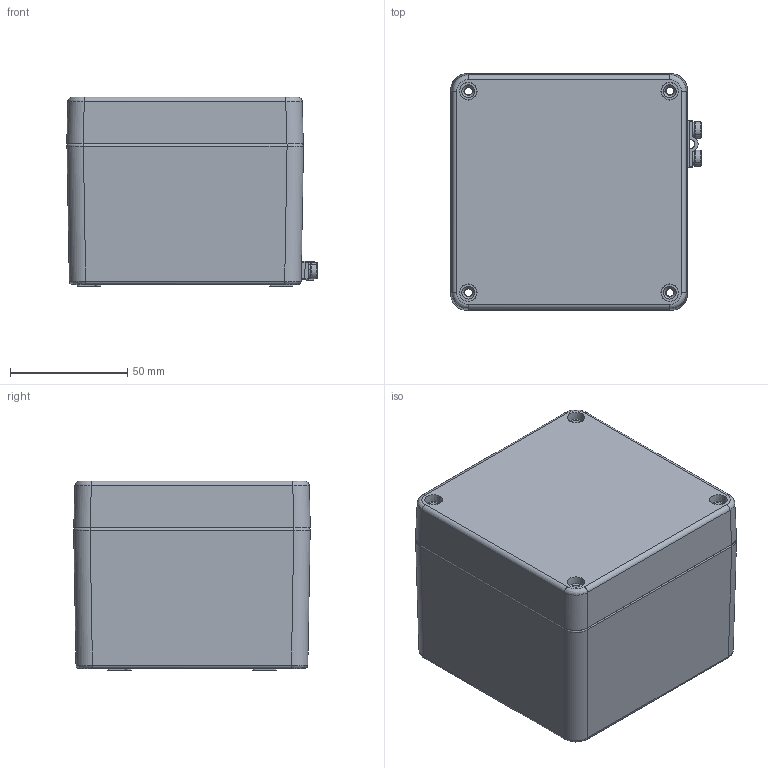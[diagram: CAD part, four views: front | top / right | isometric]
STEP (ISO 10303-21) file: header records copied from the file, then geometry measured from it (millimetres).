
FILE_DESCRIPTION(('FreeCAD Model'),'2;1');
FILE_NAME('GBAEX010010081.step', '2026-03-27T11:45:02',('Author'),(''), 'Open CASCADE STEP processor 7.3','FreeCAD','Unknown');
FILE_SCHEMA(('AUTOMOTIVE_DESIGN { 1 0 10303 214 1 1 1 1 }'));
Length unit declared in the file: millimetre
Products named in the file (4): GBAEX010010081; ALU_BASE_10010081; ALU_LID_10010081; M4_DOUBLE_EARTHING
Assembly tree (3 placements, depth 2):
  GBAEX010010081
    ALU_BASE_10010081
    ALU_LID_10010081
    M4_DOUBLE_EARTHING
Bounding box: 106.97 x 101.03 x 81 mm (x, y, z)
Volume: 228252.5 mm3; surface area: 111198.6 mm2
Topology: 2 solids, 11 shells, 880 faces, 3022 edges, 4820 vertices
Faces by surface type: cylinder 380, plane 269, bspline 137, cone 86, torus 8
Entity records: 50575 total; most frequent: CARTESIAN_POINT 25164, ORIENTED_EDGE 4208, DIRECTION 4131, EDGE_CURVE 2137, LINE 1405, VECTOR 1405, AXIS2_PLACEMENT_3D 1363, VERTEX_POINT 1332
